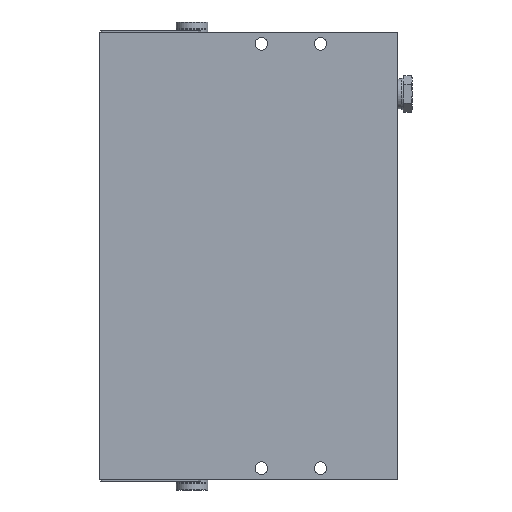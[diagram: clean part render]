
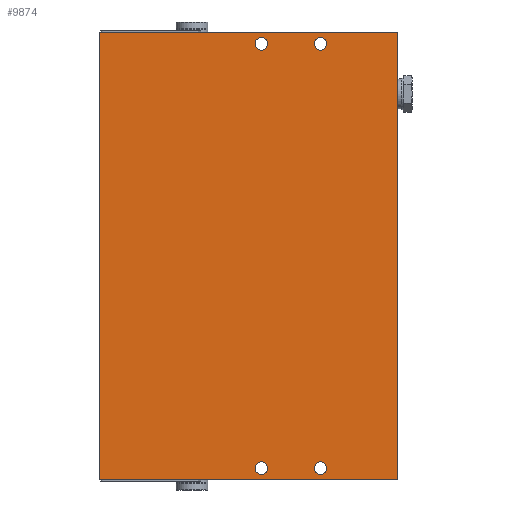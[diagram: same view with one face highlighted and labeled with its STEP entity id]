
A CAD part, front view. The second image highlights one B-rep face of the part: STEP entity #9874.
In plain terms, the highlighted planar face has unit normal (0, -1, 0).
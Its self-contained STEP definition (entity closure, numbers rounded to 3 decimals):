
#645=CIRCLE('',#10807,2.75);
#646=CIRCLE('',#10808,2.75);
#647=CIRCLE('',#10809,2.75);
#648=CIRCLE('',#10810,2.75);
#1392=ORIENTED_EDGE('',*,*,#3945,.T.);
#1393=ORIENTED_EDGE('',*,*,#3946,.T.);
#1394=ORIENTED_EDGE('',*,*,#3947,.T.);
#1395=ORIENTED_EDGE('',*,*,#3948,.T.);
#1396=ORIENTED_EDGE('',*,*,#3949,.T.);
#1397=ORIENTED_EDGE('',*,*,#3950,.F.);
#1398=ORIENTED_EDGE('',*,*,#3860,.F.);
#1399=ORIENTED_EDGE('',*,*,#3541,.T.);
#3541=EDGE_CURVE('',#4820,#4819,#5821,.T.);
#3860=EDGE_CURVE('',#4820,#5137,#5984,.T.);
#3945=EDGE_CURVE('',#5221,#5221,#645,.T.);
#3946=EDGE_CURVE('',#5222,#5222,#646,.T.);
#3947=EDGE_CURVE('',#5223,#5223,#647,.T.);
#3948=EDGE_CURVE('',#5224,#5224,#648,.T.);
#3949=EDGE_CURVE('',#4819,#5225,#6022,.T.);
#3950=EDGE_CURVE('',#5137,#5225,#6023,.T.);
#4819=VERTEX_POINT('',#15003);
#4820=VERTEX_POINT('',#15005);
#5137=VERTEX_POINT('',#15643);
#5221=VERTEX_POINT('',#15816);
#5222=VERTEX_POINT('',#15818);
#5223=VERTEX_POINT('',#15820);
#5224=VERTEX_POINT('',#15822);
#5225=VERTEX_POINT('',#15824);
#5821=LINE('',#15004,#6513);
#5984=LINE('',#15642,#6676);
#6022=LINE('',#15823,#6714);
#6023=LINE('',#15825,#6715);
#6513=VECTOR('',#11838,1000.);
#6676=VECTOR('',#12317,1000.);
#6714=VECTOR('',#12465,1000.);
#6715=VECTOR('',#12466,1000.);
#7375=EDGE_LOOP('',(#1392));
#7376=EDGE_LOOP('',(#1393));
#7377=EDGE_LOOP('',(#1394));
#7378=EDGE_LOOP('',(#1395));
#7379=EDGE_LOOP('',(#1396,#1397,#1398,#1399));
#8521=FACE_BOUND('',#7375,.T.);
#8522=FACE_BOUND('',#7376,.T.);
#8523=FACE_BOUND('',#7377,.T.);
#8524=FACE_BOUND('',#7378,.T.);
#8525=FACE_BOUND('',#7379,.T.);
#9522=PLANE('',#10806);
#9874=ADVANCED_FACE('',(#8521,#8522,#8523,#8524,#8525),#9522,.F.);
#10806=AXIS2_PLACEMENT_3D('',#15814,#12455,#12456);
#10807=AXIS2_PLACEMENT_3D('',#15815,#12457,#12458);
#10808=AXIS2_PLACEMENT_3D('',#15817,#12459,#12460);
#10809=AXIS2_PLACEMENT_3D('',#15819,#12461,#12462);
#10810=AXIS2_PLACEMENT_3D('',#15821,#12463,#12464);
#11838=DIRECTION('',(0.,0.,-1.));
#12317=DIRECTION('',(1.,0.,0.));
#12455=DIRECTION('',(0.,1.,0.));
#12456=DIRECTION('',(0.,0.,1.));
#12457=DIRECTION('',(0.,1.,0.));
#12458=DIRECTION('',(0.,0.,1.));
#12459=DIRECTION('',(0.,1.,0.));
#12460=DIRECTION('',(0.,0.,1.));
#12461=DIRECTION('',(0.,1.,0.));
#12462=DIRECTION('',(0.,0.,1.));
#12463=DIRECTION('',(0.,1.,0.));
#12464=DIRECTION('',(0.,0.,1.));
#12465=DIRECTION('',(1.,0.,0.));
#12466=DIRECTION('',(0.,0.,-1.));
#15003=CARTESIAN_POINT('',(0.,-42.5,0.));
#15004=CARTESIAN_POINT('',(0.,-42.5,196.5));
#15005=CARTESIAN_POINT('',(0.,-42.5,196.5));
#15642=CARTESIAN_POINT('',(0.,-42.5,196.5));
#15643=CARTESIAN_POINT('',(131.,-42.5,196.5));
#15814=CARTESIAN_POINT('',(0.,-42.5,196.5));
#15815=CARTESIAN_POINT('',(60.,-42.5,5.));
#15816=CARTESIAN_POINT('',(60.,-42.5,7.75));
#15817=CARTESIAN_POINT('',(34.,-42.5,191.5));
#15818=CARTESIAN_POINT('',(34.,-42.5,194.25));
#15819=CARTESIAN_POINT('',(60.,-42.5,191.5));
#15820=CARTESIAN_POINT('',(60.,-42.5,194.25));
#15821=CARTESIAN_POINT('',(34.,-42.5,5.));
#15822=CARTESIAN_POINT('',(34.,-42.5,7.75));
#15823=CARTESIAN_POINT('',(0.,-42.5,0.));
#15824=CARTESIAN_POINT('',(131.,-42.5,0.));
#15825=CARTESIAN_POINT('',(131.,-42.5,196.5));
